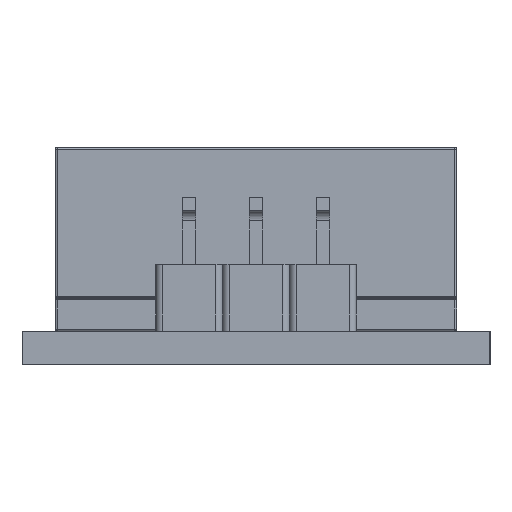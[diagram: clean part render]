
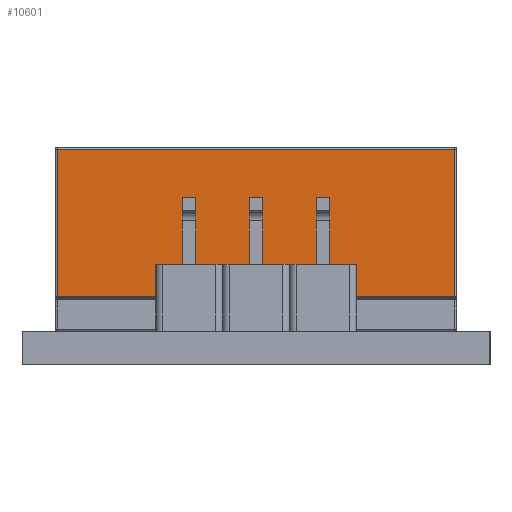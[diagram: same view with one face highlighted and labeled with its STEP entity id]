
A CAD part, front view. The second image highlights one B-rep face of the part: STEP entity #10601.
In plain terms, the highlighted planar face has unit normal (0, -1, 0).
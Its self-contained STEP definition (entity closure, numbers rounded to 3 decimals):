
#277 = ORIENTED_EDGE ( 'NONE', *, *, #2689, .T. ) ;
#903 = VERTEX_POINT ( 'NONE', #3736 ) ;
#1146 = EDGE_LOOP ( 'NONE', ( #6208, #7575, #6439, #277 ) ) ;
#1752 = CARTESIAN_POINT ( 'NONE',  ( 11.95, 0., 5.5 ) ) ;
#1790 = EDGE_CURVE ( 'NONE', #7550, #2995, #8873, .T. ) ;
#2247 = DIRECTION ( 'NONE',  ( 0., 0., 1. ) ) ;
#2463 = CARTESIAN_POINT ( 'NONE',  ( 0., 0., 5.45 ) ) ;
#2637 = VECTOR ( 'NONE', #4720, 1000. ) ;
#2689 = EDGE_CURVE ( 'NONE', #3506, #903, #5188, .T. ) ;
#2861 = EDGE_CURVE ( 'NONE', #2995, #3506, #6288, .T. ) ;
#2995 = VERTEX_POINT ( 'NONE', #7914 ) ;
#3089 = EDGE_CURVE ( 'NONE', #903, #7550, #11147, .T. ) ;
#3506 = VERTEX_POINT ( 'NONE', #11703 ) ;
#3736 = CARTESIAN_POINT ( 'NONE',  ( 0.05, 0., 5.45 ) ) ;
#3783 = AXIS2_PLACEMENT_3D ( 'NONE', #5367, #4203, #2247 ) ;
#4203 = DIRECTION ( 'NONE',  ( 0., 1., 0. ) ) ;
#4263 = VECTOR ( 'NONE', #11224, 1000. ) ;
#4720 = DIRECTION ( 'NONE',  ( 0., 0., 1. ) ) ;
#5030 = CARTESIAN_POINT ( 'NONE',  ( 0.05, 0., 5.5 ) ) ;
#5188 = LINE ( 'NONE', #2463, #7420 ) ;
#5367 = CARTESIAN_POINT ( 'NONE',  ( 0., 0., 5.5 ) ) ;
#6208 = ORIENTED_EDGE ( 'NONE', *, *, #3089, .T. ) ;
#6238 = CARTESIAN_POINT ( 'NONE',  ( 0.05, 0., 1.05 ) ) ;
#6288 = LINE ( 'NONE', #1752, #2637 ) ;
#6439 = ORIENTED_EDGE ( 'NONE', *, *, #2861, .T. ) ;
#7090 = VECTOR ( 'NONE', #7918, 1000. ) ;
#7122 = CARTESIAN_POINT ( 'NONE',  ( 12., 0., 1.05 ) ) ;
#7420 = VECTOR ( 'NONE', #11534, 1000. ) ;
#7550 = VERTEX_POINT ( 'NONE', #6238 ) ;
#7575 = ORIENTED_EDGE ( 'NONE', *, *, #1790, .T. ) ;
#7914 = CARTESIAN_POINT ( 'NONE',  ( 11.95, 0., 1.05 ) ) ;
#7918 = DIRECTION ( 'NONE',  ( 0., 0., -1. ) ) ;
#8351 = PLANE ( 'NONE',  #3783 ) ;
#8873 = LINE ( 'NONE', #7122, #4263 ) ;
#10425 = FACE_OUTER_BOUND ( 'NONE', #1146, .T. ) ;
#10601 = ADVANCED_FACE ( 'NONE', ( #10425 ), #8351, .F. ) ;
#11147 = LINE ( 'NONE', #5030, #7090 ) ;
#11224 = DIRECTION ( 'NONE',  ( 1., 0., 0. ) ) ;
#11534 = DIRECTION ( 'NONE',  ( -1., 0., 0. ) ) ;
#11703 = CARTESIAN_POINT ( 'NONE',  ( 11.95, 0., 5.45 ) ) ;
